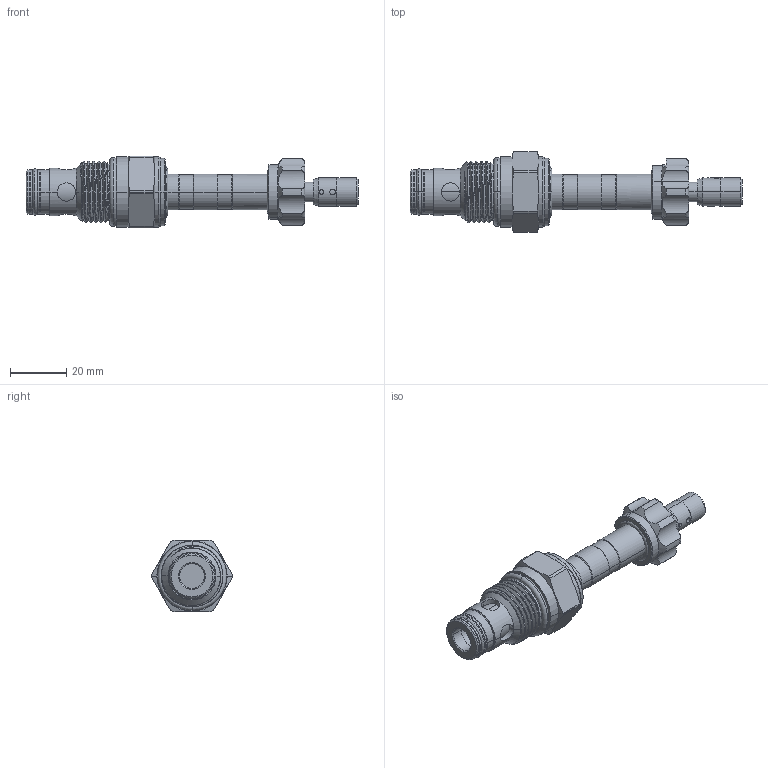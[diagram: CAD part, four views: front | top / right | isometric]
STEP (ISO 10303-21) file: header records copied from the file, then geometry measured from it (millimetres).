
FILE_DESCRIPTION (( 'STEP AP203' ), '1' );
FILE_NAME ('EP10W2A04T05.STEP', '2020-03-31T08:02:08', ( '' ), ( '' ), 'SwSTEP 2.0', 'SolidWorks 2018', '' );
FILE_SCHEMA (( 'CONFIG_CONTROL_DESIGN' ));
Length unit declared in the file: millimetre
Products named in the file (1): EP10W2A04T05
Bounding box: 118.15 x 28.8 x 25.4 mm (x, y, z)
Volume: 27428.9 mm3; surface area: 10462.7 mm2
Topology: 5 solids, 5 shells, 239 faces, 557 edges, 346 vertices
Faces by surface type: cylinder 125, cone 42, torus 36, plane 31, bspline 5
Entity records: 9974 total; most frequent: CARTESIAN_POINT 4498, DIRECTION 1170, ORIENTED_EDGE 1110, EDGE_CURVE 555, AXIS2_PLACEMENT_3D 502, VERTEX_POINT 344, CIRCLE 267, EDGE_LOOP 267
